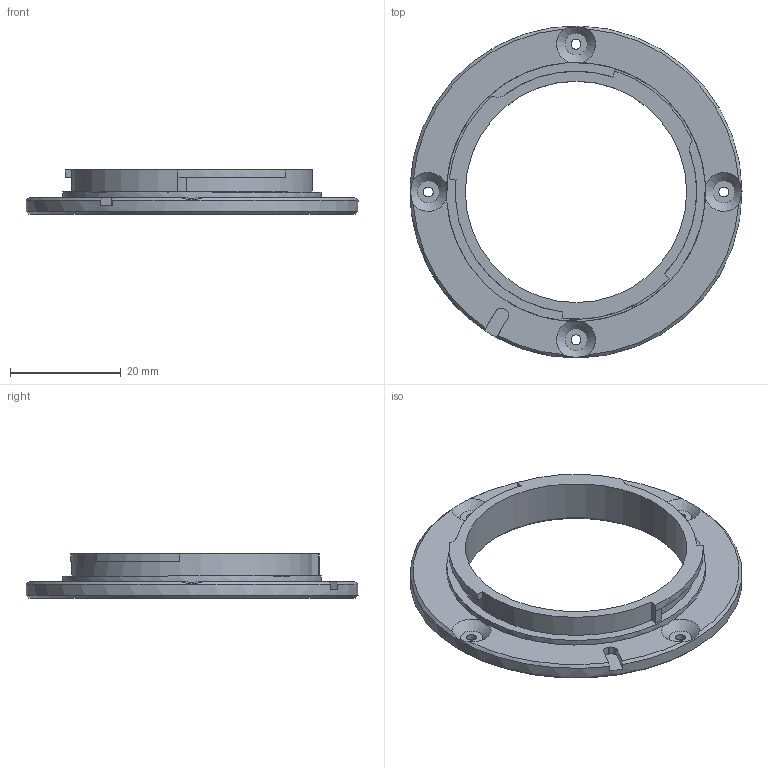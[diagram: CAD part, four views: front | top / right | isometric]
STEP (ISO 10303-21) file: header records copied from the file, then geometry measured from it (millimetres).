
FILE_DESCRIPTION(/* description */ ('Unknown'),/* implementation_level */ '2;1');
FILE_NAME(/* name */ 'sigma30mm_PENF_mainBody_flange_sonyE',/* time_stamp */ '2025-03-03T16:04:52-10:00',/* author */ ('Unknown'),/* organization */ ('Unknown'),/* preprocessor_version */ 'ST-DEVELOPER v18.1',/* originating_system */ 'Solid Edge',/* authorisation */ 'Unknown');
FILE_SCHEMA (('AUTOMOTIVE_DESIGN {1 0 10303 214 3 1 1}'));
Length unit declared in the file: millimetre
Products named in the file (2): sigma30mm_PENF; sigma30mm_PENF_mainBody_flange_sonyE
Assembly tree (1 placements, depth 2):
  sigma30mm_PENF
    sigma30mm_PENF_mainBody_flange_sonyE
Bounding box: 60 x 60 x 8 mm (x, y, z)
Volume: 5974.8 mm3; surface area: 5476 mm2
Topology: 1 solids, 1 shells, 59 faces, 164 edges, 108 vertices
Faces by surface type: plane 31, cylinder 17, cone 11
Full cylindrical faces by diameter (mm): 1.8 x4, 40 x1, 46.8 x1, 60 x1
Entity records: 1816 total; most frequent: CARTESIAN_POINT 332, DIRECTION 315, ORIENTED_EDGE 272, EDGE_CURVE 136, AXIS2_PLACEMENT_3D 128, VERTEX_POINT 97, EDGE_LOOP 87, FACE_BOUND 87
